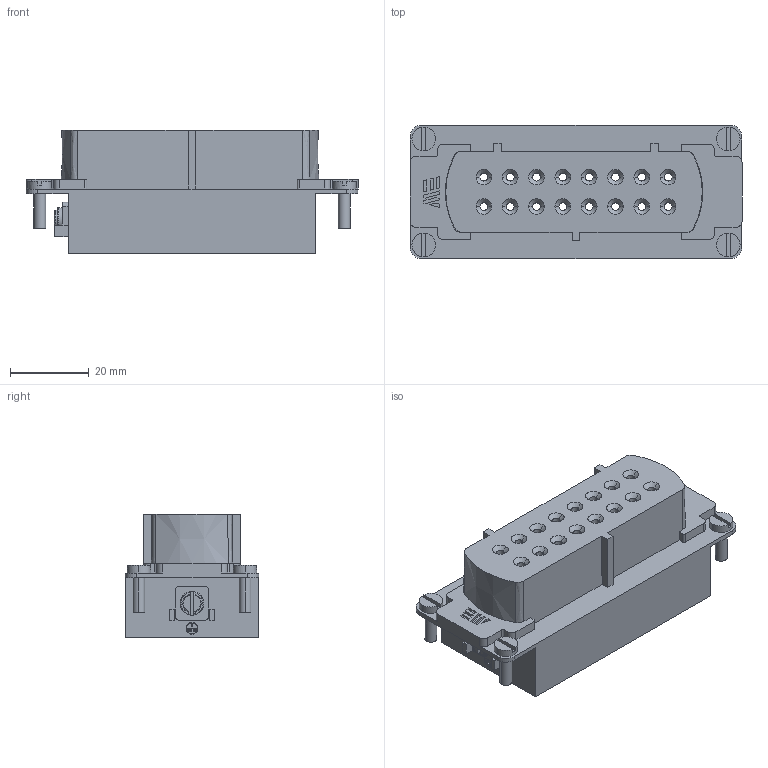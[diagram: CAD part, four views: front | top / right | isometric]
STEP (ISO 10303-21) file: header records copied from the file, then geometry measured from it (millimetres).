
FILE_DESCRIPTION (( 'STEP AP203' ), '1' );
FILE_NAME ('29022.step', '2025-02-12T17:32:09', ( '' ), ( '' ), 'SwSTEP 2.0', 'SolidWorks 2024', '' );
FILE_SCHEMA (( 'CONFIG_CONTROL_DESIGN' ));
Length unit declared in the file: inch
Products named in the file (1): 29022
Bounding box: 84.5 x 34 x 31.5 mm (x, y, z)
Volume: 56160 mm3; surface area: 15445.8 mm2
Topology: 1 solids, 1 shells, 266 faces, 691 edges, 450 vertices
Faces by surface type: plane 144, cylinder 80, cone 36, bspline 6
Entity records: 8393 total; most frequent: CARTESIAN_POINT 1584, DIRECTION 1415, ORIENTED_EDGE 1382, EDGE_CURVE 691, AXIS2_PLACEMENT_3D 481, VECTOR 453, LINE 453, VERTEX_POINT 450
